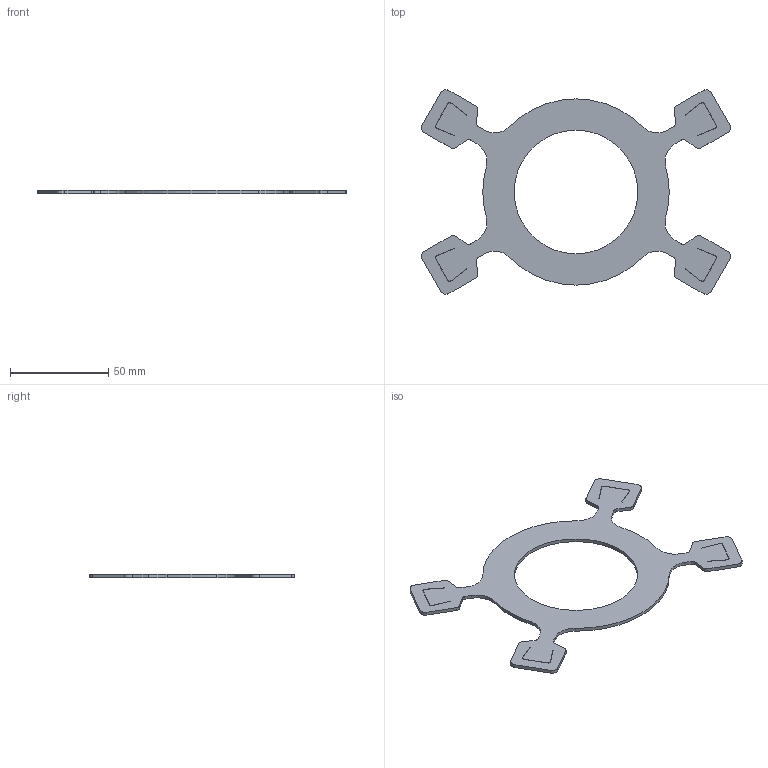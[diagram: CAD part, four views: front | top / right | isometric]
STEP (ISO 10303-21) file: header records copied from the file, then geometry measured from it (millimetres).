
FILE_DESCRIPTION(/* description */ (''),/* implementation_level */ '2;1');
FILE_NAME(/* name */ 'IM Strap Ring v5.step',/* time_stamp */ '2020-03-20T18:29:23-04:00',/* author */ (''),/* organization */ (''),/* preprocessor_version */ 'ST-DEVELOPER v18',/* originating_system */ 'Autodesk Translation Framework v8.12.0.6',/* authorisation */ '');
FILE_SCHEMA (('AUTOMOTIVE_DESIGN { 1 0 10303 214 3 1 1 }'));
Length unit declared in the file: millimetre
Products named in the file (1): IM Strap Ring
Bounding box: 157.47 x 104.36 x 1.75 mm (x, y, z)
Volume: 11804.8 mm3; surface area: 15521 mm2
Topology: 1 solids, 1 shells, 115 faces, 341 edges, 228 vertices
Faces by surface type: plane 62, cylinder 53
Full cylindrical faces by diameter (mm): 63 x1
Entity records: 3932 total; most frequent: CARTESIAN_POINT 685, ORIENTED_EDGE 682, DIRECTION 681, EDGE_CURVE 341, LINE 233, VECTOR 233, VERTEX_POINT 228, AXIS2_PLACEMENT_3D 224
